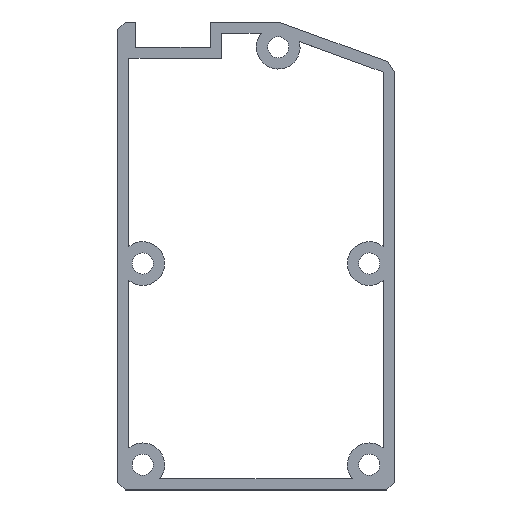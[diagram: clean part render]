
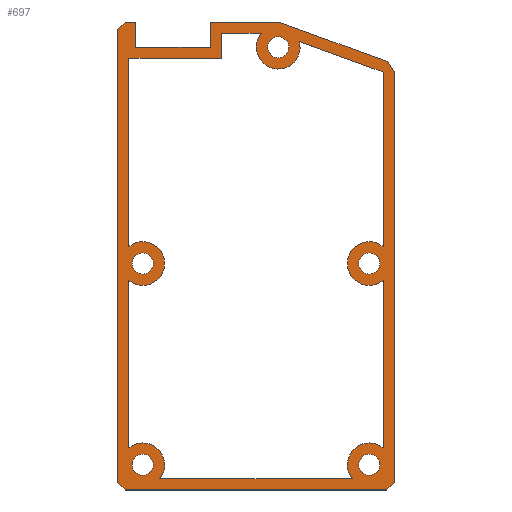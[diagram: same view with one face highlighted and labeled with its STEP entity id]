
A CAD part, top view. The second image highlights one B-rep face of the part: STEP entity #697.
In plain terms, the highlighted planar face has unit normal (0, 0, 1).
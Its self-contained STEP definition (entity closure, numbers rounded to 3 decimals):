
#15=FACE_BOUND('',#118,.T.);
#16=FACE_BOUND('',#119,.T.);
#17=FACE_BOUND('',#120,.T.);
#18=FACE_BOUND('',#121,.T.);
#19=FACE_BOUND('',#122,.T.);
#20=FACE_BOUND('',#123,.T.);
#49=PLANE('',#765);
#83=FACE_OUTER_BOUND('',#117,.T.);
#117=EDGE_LOOP('',(#591,#592,#593,#594,#595,#596,#597,#598,#599,#600,#601,
#602,#603));
#118=EDGE_LOOP('',(#604,#605,#606,#607,#608,#609,#610,#611,#612,#613,#614,
#615,#616,#617));
#119=EDGE_LOOP('',(#618));
#120=EDGE_LOOP('',(#619));
#121=EDGE_LOOP('',(#620));
#122=EDGE_LOOP('',(#621));
#123=EDGE_LOOP('',(#622));
#138=LINE('',#991,#214);
#142=LINE('',#1003,#218);
#146=LINE('',#1015,#222);
#150=LINE('',#1027,#226);
#154=LINE('',#1039,#230);
#157=LINE('',#1045,#233);
#161=LINE('',#1057,#237);
#164=LINE('',#1063,#240);
#167=LINE('',#1067,#243);
#170=LINE('',#1075,#246);
#173=LINE('',#1081,#249);
#176=LINE('',#1087,#252);
#179=LINE('',#1093,#255);
#182=LINE('',#1099,#258);
#185=LINE('',#1105,#261);
#188=LINE('',#1111,#264);
#191=LINE('',#1117,#267);
#194=LINE('',#1123,#270);
#197=LINE('',#1129,#273);
#200=LINE('',#1135,#276);
#203=LINE('',#1141,#279);
#206=LINE('',#1145,#282);
#214=VECTOR('',#808,10.);
#218=VECTOR('',#820,10.);
#222=VECTOR('',#832,10.);
#226=VECTOR('',#844,10.);
#230=VECTOR('',#856,10.);
#233=VECTOR('',#861,10.);
#237=VECTOR('',#873,10.);
#240=VECTOR('',#878,10.);
#243=VECTOR('',#883,10.);
#246=VECTOR('',#888,10.);
#249=VECTOR('',#893,10.);
#252=VECTOR('',#898,10.);
#255=VECTOR('',#903,10.);
#258=VECTOR('',#908,10.);
#261=VECTOR('',#913,10.);
#264=VECTOR('',#918,10.);
#267=VECTOR('',#923,10.);
#270=VECTOR('',#928,10.);
#273=VECTOR('',#933,10.);
#276=VECTOR('',#938,10.);
#279=VECTOR('',#943,10.);
#282=VECTOR('',#948,10.);
#283=CIRCLE('',#714,2.1);
#285=CIRCLE('',#717,2.1);
#287=CIRCLE('',#720,2.1);
#289=CIRCLE('',#723,2.1);
#291=CIRCLE('',#726,2.1);
#294=CIRCLE('',#731,4.35);
#296=CIRCLE('',#735,4.35);
#298=CIRCLE('',#739,4.35);
#300=CIRCLE('',#743,4.35);
#302=CIRCLE('',#748,4.35);
#303=VERTEX_POINT('',#955);
#305=VERTEX_POINT('',#961);
#307=VERTEX_POINT('',#967);
#309=VERTEX_POINT('',#973);
#311=VERTEX_POINT('',#979);
#315=VERTEX_POINT('',#988);
#316=VERTEX_POINT('',#990);
#318=VERTEX_POINT('',#996);
#320=VERTEX_POINT('',#1002);
#322=VERTEX_POINT('',#1008);
#324=VERTEX_POINT('',#1014);
#326=VERTEX_POINT('',#1020);
#328=VERTEX_POINT('',#1026);
#330=VERTEX_POINT('',#1032);
#332=VERTEX_POINT('',#1038);
#334=VERTEX_POINT('',#1044);
#336=VERTEX_POINT('',#1050);
#338=VERTEX_POINT('',#1056);
#340=VERTEX_POINT('',#1062);
#343=VERTEX_POINT('',#1072);
#344=VERTEX_POINT('',#1074);
#346=VERTEX_POINT('',#1080);
#348=VERTEX_POINT('',#1086);
#350=VERTEX_POINT('',#1092);
#352=VERTEX_POINT('',#1098);
#354=VERTEX_POINT('',#1104);
#356=VERTEX_POINT('',#1110);
#358=VERTEX_POINT('',#1116);
#360=VERTEX_POINT('',#1122);
#362=VERTEX_POINT('',#1128);
#364=VERTEX_POINT('',#1134);
#366=VERTEX_POINT('',#1140);
#367=EDGE_CURVE('',#303,#303,#283,.T.);
#370=EDGE_CURVE('',#305,#305,#285,.T.);
#373=EDGE_CURVE('',#307,#307,#287,.T.);
#376=EDGE_CURVE('',#309,#309,#289,.T.);
#379=EDGE_CURVE('',#311,#311,#291,.T.);
#384=EDGE_CURVE('',#316,#315,#138,.T.);
#387=EDGE_CURVE('',#318,#316,#294,.T.);
#390=EDGE_CURVE('',#320,#318,#142,.T.);
#393=EDGE_CURVE('',#322,#320,#296,.T.);
#396=EDGE_CURVE('',#324,#322,#146,.T.);
#399=EDGE_CURVE('',#326,#324,#298,.T.);
#402=EDGE_CURVE('',#328,#326,#150,.T.);
#405=EDGE_CURVE('',#330,#328,#300,.T.);
#408=EDGE_CURVE('',#332,#330,#154,.T.);
#411=EDGE_CURVE('',#334,#332,#157,.T.);
#414=EDGE_CURVE('',#336,#334,#302,.T.);
#417=EDGE_CURVE('',#338,#336,#161,.T.);
#420=EDGE_CURVE('',#340,#338,#164,.T.);
#423=EDGE_CURVE('',#315,#340,#167,.T.);
#426=EDGE_CURVE('',#344,#343,#170,.T.);
#429=EDGE_CURVE('',#346,#344,#173,.T.);
#432=EDGE_CURVE('',#348,#346,#176,.T.);
#435=EDGE_CURVE('',#350,#348,#179,.T.);
#438=EDGE_CURVE('',#352,#350,#182,.T.);
#441=EDGE_CURVE('',#354,#352,#185,.T.);
#444=EDGE_CURVE('',#356,#354,#188,.T.);
#447=EDGE_CURVE('',#358,#356,#191,.T.);
#450=EDGE_CURVE('',#360,#358,#194,.T.);
#453=EDGE_CURVE('',#362,#360,#197,.T.);
#456=EDGE_CURVE('',#364,#362,#200,.T.);
#459=EDGE_CURVE('',#366,#364,#203,.T.);
#462=EDGE_CURVE('',#343,#366,#206,.T.);
#591=ORIENTED_EDGE('',*,*,#462,.T.);
#592=ORIENTED_EDGE('',*,*,#459,.T.);
#593=ORIENTED_EDGE('',*,*,#456,.T.);
#594=ORIENTED_EDGE('',*,*,#453,.T.);
#595=ORIENTED_EDGE('',*,*,#450,.T.);
#596=ORIENTED_EDGE('',*,*,#447,.T.);
#597=ORIENTED_EDGE('',*,*,#444,.T.);
#598=ORIENTED_EDGE('',*,*,#441,.T.);
#599=ORIENTED_EDGE('',*,*,#438,.T.);
#600=ORIENTED_EDGE('',*,*,#435,.T.);
#601=ORIENTED_EDGE('',*,*,#432,.T.);
#602=ORIENTED_EDGE('',*,*,#429,.T.);
#603=ORIENTED_EDGE('',*,*,#426,.T.);
#604=ORIENTED_EDGE('',*,*,#423,.T.);
#605=ORIENTED_EDGE('',*,*,#420,.T.);
#606=ORIENTED_EDGE('',*,*,#417,.T.);
#607=ORIENTED_EDGE('',*,*,#414,.T.);
#608=ORIENTED_EDGE('',*,*,#411,.T.);
#609=ORIENTED_EDGE('',*,*,#408,.T.);
#610=ORIENTED_EDGE('',*,*,#405,.T.);
#611=ORIENTED_EDGE('',*,*,#402,.T.);
#612=ORIENTED_EDGE('',*,*,#399,.T.);
#613=ORIENTED_EDGE('',*,*,#396,.T.);
#614=ORIENTED_EDGE('',*,*,#393,.T.);
#615=ORIENTED_EDGE('',*,*,#390,.T.);
#616=ORIENTED_EDGE('',*,*,#387,.T.);
#617=ORIENTED_EDGE('',*,*,#384,.T.);
#618=ORIENTED_EDGE('',*,*,#379,.T.);
#619=ORIENTED_EDGE('',*,*,#376,.T.);
#620=ORIENTED_EDGE('',*,*,#373,.T.);
#621=ORIENTED_EDGE('',*,*,#370,.T.);
#622=ORIENTED_EDGE('',*,*,#367,.T.);
#697=ADVANCED_FACE('',(#83,#15,#16,#17,#18,#19,#20),#49,.T.);
#714=AXIS2_PLACEMENT_3D('',#956,#771,#772);
#717=AXIS2_PLACEMENT_3D('',#962,#778,#779);
#720=AXIS2_PLACEMENT_3D('',#968,#785,#786);
#723=AXIS2_PLACEMENT_3D('',#974,#792,#793);
#726=AXIS2_PLACEMENT_3D('',#980,#799,#800);
#731=AXIS2_PLACEMENT_3D('',#997,#814,#815);
#735=AXIS2_PLACEMENT_3D('',#1009,#826,#827);
#739=AXIS2_PLACEMENT_3D('',#1021,#838,#839);
#743=AXIS2_PLACEMENT_3D('',#1033,#850,#851);
#748=AXIS2_PLACEMENT_3D('',#1051,#867,#868);
#765=AXIS2_PLACEMENT_3D('',#1146,#949,#950);
#771=DIRECTION('center_axis',(0.,0.,-1.));
#772=DIRECTION('ref_axis',(-1.,0.,0.));
#778=DIRECTION('center_axis',(0.,0.,-1.));
#779=DIRECTION('ref_axis',(-1.,0.,0.));
#785=DIRECTION('center_axis',(0.,0.,-1.));
#786=DIRECTION('ref_axis',(-1.,0.,0.));
#792=DIRECTION('center_axis',(0.,0.,-1.));
#793=DIRECTION('ref_axis',(-1.,0.,0.));
#799=DIRECTION('center_axis',(0.,0.,-1.));
#800=DIRECTION('ref_axis',(-1.,0.,0.));
#808=DIRECTION('',(0.,1.,0.));
#814=DIRECTION('center_axis',(0.,0.,1.));
#815=DIRECTION('ref_axis',(-0.632,-0.775,0.));
#820=DIRECTION('',(0.,1.,0.));
#826=DIRECTION('center_axis',(0.,0.,1.));
#827=DIRECTION('ref_axis',(0.775,-0.632,0.));
#832=DIRECTION('',(-1.,0.,0.));
#838=DIRECTION('center_axis',(0.,0.,1.));
#839=DIRECTION('ref_axis',(0.632,0.775,0.));
#844=DIRECTION('',(0.,-1.,0.));
#850=DIRECTION('center_axis',(0.,0.,1.));
#851=DIRECTION('ref_axis',(0.632,0.775,0.));
#856=DIRECTION('',(0.,-1.,0.));
#861=DIRECTION('',(0.94,-0.342,0.));
#867=DIRECTION('center_axis',(0.,0.,1.));
#868=DIRECTION('ref_axis',(-0.775,0.632,0.));
#873=DIRECTION('',(1.,0.,0.));
#878=DIRECTION('',(0.,1.,0.));
#883=DIRECTION('',(1.,0.,0.));
#888=DIRECTION('',(0.,1.,0.));
#893=DIRECTION('',(0.707,0.707,0.));
#898=DIRECTION('',(1.,0.,0.));
#903=DIRECTION('',(0.707,-0.707,0.));
#908=DIRECTION('',(0.,-1.,0.));
#913=DIRECTION('',(-0.707,-0.707,0.));
#918=DIRECTION('',(-1.,0.,0.));
#923=DIRECTION('',(0.,1.,0.));
#928=DIRECTION('',(-1.,0.,0.));
#933=DIRECTION('',(0.,-1.,0.));
#938=DIRECTION('',(-1.,0.,0.));
#943=DIRECTION('',(-0.94,0.342,0.));
#948=DIRECTION('',(-0.574,0.819,0.));
#949=DIRECTION('center_axis',(0.,0.,1.));
#950=DIRECTION('ref_axis',(1.,0.,0.));
#955=CARTESIAN_POINT('',(-22.9,-45.,28.25));
#956=CARTESIAN_POINT('Origin',(-25.,-45.,28.25));
#961=CARTESIAN_POINT('',(4.01,38.001,28.25));
#962=CARTESIAN_POINT('Origin',(1.91,38.001,28.25));
#967=CARTESIAN_POINT('',(22.1,-45.,28.25));
#968=CARTESIAN_POINT('Origin',(20.,-45.,28.25));
#973=CARTESIAN_POINT('',(-22.9,-5.,28.25));
#974=CARTESIAN_POINT('Origin',(-25.,-5.,28.25));
#979=CARTESIAN_POINT('',(22.1,-5.,28.25));
#980=CARTESIAN_POINT('Origin',(20.,-5.,28.25));
#988=CARTESIAN_POINT('',(-27.75,35.75,28.25));
#990=CARTESIAN_POINT('',(-27.75,-1.63,28.25));
#991=CARTESIAN_POINT('',(-27.75,16.125,28.25));
#996=CARTESIAN_POINT('',(-27.75,-8.37,28.25));
#997=CARTESIAN_POINT('Origin',(-25.,-5.,28.25));
#1002=CARTESIAN_POINT('',(-27.75,-41.63,28.25));
#1003=CARTESIAN_POINT('',(-27.75,-5.935,28.25));
#1008=CARTESIAN_POINT('',(-21.63,-47.75,28.25));
#1009=CARTESIAN_POINT('Origin',(-25.,-45.,28.25));
#1014=CARTESIAN_POINT('',(16.63,-47.75,28.25));
#1015=CARTESIAN_POINT('',(-12.065,-47.75,28.25));
#1020=CARTESIAN_POINT('',(22.75,-41.63,28.25));
#1021=CARTESIAN_POINT('Origin',(20.,-45.,28.25));
#1026=CARTESIAN_POINT('',(22.75,-8.37,28.25));
#1027=CARTESIAN_POINT('',(22.75,-22.565,28.25));
#1032=CARTESIAN_POINT('',(22.75,-1.63,28.25));
#1033=CARTESIAN_POINT('Origin',(20.,-5.,28.25));
#1038=CARTESIAN_POINT('',(22.75,33.053,28.25));
#1039=CARTESIAN_POINT('',(22.75,-2.565,28.25));
#1044=CARTESIAN_POINT('',(6.117,39.107,28.25));
#1045=CARTESIAN_POINT('',(17.476,34.973,28.25));
#1050=CARTESIAN_POINT('',(-1.461,40.75,28.25));
#1051=CARTESIAN_POINT('Origin',(1.91,38.001,28.25));
#1056=CARTESIAN_POINT('',(-9.359,40.75,28.25));
#1057=CARTESIAN_POINT('',(-1.981,40.75,28.25));
#1062=CARTESIAN_POINT('',(-9.359,35.75,28.25));
#1063=CARTESIAN_POINT('',(-9.359,18.625,28.25));
#1067=CARTESIAN_POINT('',(-5.93,35.75,28.25));
#1072=CARTESIAN_POINT('',(25.,33.129,28.25));
#1074=CARTESIAN_POINT('',(25.,-48.5,28.25));
#1075=CARTESIAN_POINT('',(25.,-26.75,28.25));
#1080=CARTESIAN_POINT('',(23.5,-50.,28.25));
#1081=CARTESIAN_POINT('',(29.,-44.5,28.25));
#1086=CARTESIAN_POINT('',(-28.5,-50.,28.25));
#1087=CARTESIAN_POINT('',(-16.25,-50.,28.25));
#1092=CARTESIAN_POINT('',(-30.,-48.5,28.25));
#1093=CARTESIAN_POINT('',(-34.,-44.5,28.25));
#1098=CARTESIAN_POINT('',(-30.,41.5,28.25));
#1099=CARTESIAN_POINT('',(-30.,19.75,28.25));
#1104=CARTESIAN_POINT('',(-28.5,43.,28.25));
#1105=CARTESIAN_POINT('',(-34.,37.5,28.25));
#1110=CARTESIAN_POINT('',(-26.392,43.,28.25));
#1111=CARTESIAN_POINT('',(-0.25,43.,28.25));
#1116=CARTESIAN_POINT('',(-26.392,38.,28.25));
#1117=CARTESIAN_POINT('',(-26.392,19.75,28.25));
#1122=CARTESIAN_POINT('',(-11.611,38.,28.25));
#1123=CARTESIAN_POINT('',(-10.75,38.,28.25));
#1128=CARTESIAN_POINT('',(-11.611,43.,28.25));
#1129=CARTESIAN_POINT('',(-11.611,19.75,28.25));
#1134=CARTESIAN_POINT('',(2.,43.,28.25));
#1135=CARTESIAN_POINT('',(-0.25,43.,28.25));
#1140=CARTESIAN_POINT('',(23.59,35.142,28.25));
#1141=CARTESIAN_POINT('',(18.986,36.818,28.25));
#1145=CARTESIAN_POINT('',(28.729,27.803,28.25));
#1146=CARTESIAN_POINT('Origin',(-2.5,-3.5,28.25));
